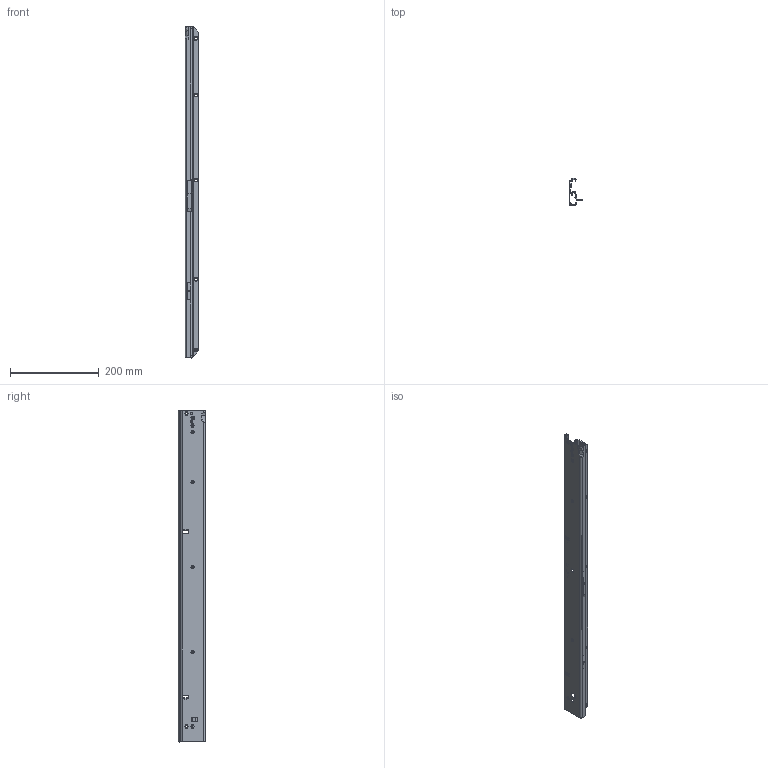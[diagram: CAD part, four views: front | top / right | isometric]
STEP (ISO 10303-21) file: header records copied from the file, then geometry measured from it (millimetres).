
FILE_DESCRIPTION (( 'STEP AP214' ), '1' );
FILE_NAME ('FR_796.750-GA.L500_Ind-0_closed.STEP', '2024-01-15T11:32:35', ( '' ), ( '' ), 'SwSTEP 2.0', 'SolidWorks 2023', '' );
FILE_SCHEMA (( 'AUTOMOTIVE_DESIGN' ));
Length unit declared in the file: millimetre
Products named in the file (6): FR_796.750-GA.L500_Ind-0_closed; CS# 795.XXX-01.A173_NL  750; CS# 796.XXX-03.A170_NL  750; CS# 796.XXX-03.0000_NL  750; PG-033; CS# 795.XXX-01.0000_NL  750
Assembly tree (5 placements, depth 3):
  FR_796.750-GA.L500_Ind-0_closed
    CS# 795.XXX-01.0000_NL  750
      CS# 795.XXX-01.A173_NL  750
      PG-033
    CS# 796.XXX-03.0000_NL  750
      CS# 796.XXX-03.A170_NL  750
Bounding box: 31.5 x 62.55 x 750 mm (x, y, z)
Volume: 147548.6 mm3; surface area: 203594.2 mm2
Topology: 3 solids, 3 shells, 1402 faces, 3845 edges, 2428 vertices
Faces by surface type: cylinder 609, plane 448, cone 159, bspline 94, torus 72, sphere 20
Entity records: 48422 total; most frequent: CARTESIAN_POINT 13858, ORIENTED_EDGE 7628, DIRECTION 6829, EDGE_CURVE 3814, AXIS2_PLACEMENT_3D 2538, VERTEX_POINT 2428, VECTOR 1753, LINE 1753
